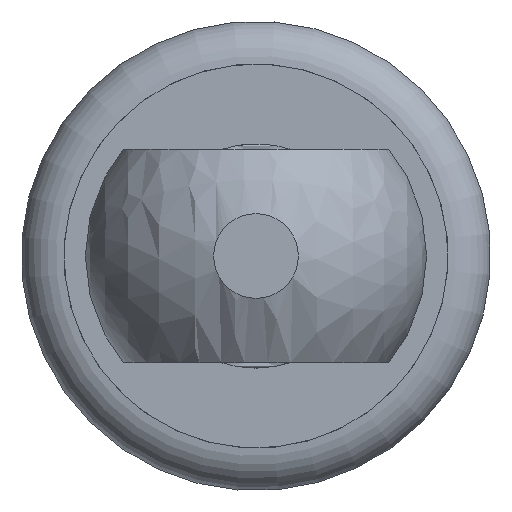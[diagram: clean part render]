
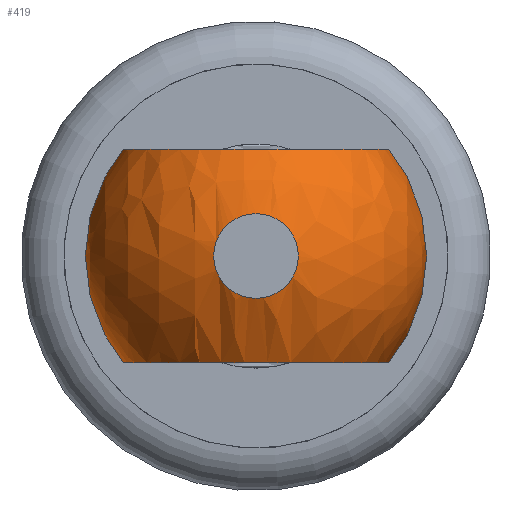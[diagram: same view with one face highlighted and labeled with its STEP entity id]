
A CAD part, left-side view. The second image highlights one B-rep face of the part: STEP entity #419.
In plain terms, the highlighted spherical face has radius 8 mm.
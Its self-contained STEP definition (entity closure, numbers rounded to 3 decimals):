
#31=SPHERICAL_SURFACE('',#495,8.);
#110=FACE_BOUND('',#204,.T.);
#111=FACE_BOUND('',#205,.T.);
#204=EDGE_LOOP('',(#373));
#205=EDGE_LOOP('',(#374,#375,#376,#377));
#234=CIRCLE('',#482,1.984);
#237=CIRCLE('',#488,5.25);
#238=CIRCLE('',#489,5.25);
#242=CIRCLE('',#496,6.245);
#243=CIRCLE('',#497,6.245);
#268=VERTEX_POINT('',#743);
#269=VERTEX_POINT('',#746);
#270=VERTEX_POINT('',#747);
#271=VERTEX_POINT('',#756);
#272=VERTEX_POINT('',#757);
#300=EDGE_CURVE('',#268,#268,#234,.T.);
#305=EDGE_CURVE('',#271,#270,#237,.T.);
#306=EDGE_CURVE('',#269,#272,#238,.T.);
#310=EDGE_CURVE('',#270,#269,#242,.T.);
#311=EDGE_CURVE('',#272,#271,#243,.T.);
#373=ORIENTED_EDGE('',*,*,#300,.T.);
#374=ORIENTED_EDGE('',*,*,#305,.T.);
#375=ORIENTED_EDGE('',*,*,#310,.T.);
#376=ORIENTED_EDGE('',*,*,#306,.T.);
#377=ORIENTED_EDGE('',*,*,#311,.T.);
#419=ADVANCED_FACE('',(#110,#111),#31,.T.);
#482=AXIS2_PLACEMENT_3D('',#744,#616,#617);
#488=AXIS2_PLACEMENT_3D('',#766,#628,#629);
#489=AXIS2_PLACEMENT_3D('',#767,#630,#631);
#495=AXIS2_PLACEMENT_3D('',#776,#642,#643);
#496=AXIS2_PLACEMENT_3D('',#777,#644,#645);
#497=AXIS2_PLACEMENT_3D('',#778,#646,#647);
#616=DIRECTION('center_axis',(0.,-1.,0.));
#617=DIRECTION('ref_axis',(0.,0.,1.));
#628=DIRECTION('center_axis',(0.,1.,0.));
#629=DIRECTION('ref_axis',(1.,0.,0.));
#630=DIRECTION('center_axis',(0.,1.,0.));
#631=DIRECTION('ref_axis',(1.,0.,0.));
#642=DIRECTION('center_axis',(0.,0.,1.));
#643=DIRECTION('ref_axis',(1.,0.,0.));
#644=DIRECTION('center_axis',(-1.,0.,0.));
#645=DIRECTION('ref_axis',(0.,0.,-1.));
#646=DIRECTION('center_axis',(1.,0.,0.));
#647=DIRECTION('ref_axis',(0.,0.,1.));
#743=CARTESIAN_POINT('',(0.,7.75,-1.984));
#744=CARTESIAN_POINT('Origin',(0.,7.75,0.));
#746=CARTESIAN_POINT('',(5.,-6.036,-1.601));
#747=CARTESIAN_POINT('',(5.,-6.036,1.601));
#756=CARTESIAN_POINT('',(-5.,-6.036,1.601));
#757=CARTESIAN_POINT('',(-5.,-6.036,-1.601));
#766=CARTESIAN_POINT('Origin',(0.,-6.036,0.));
#767=CARTESIAN_POINT('Origin',(0.,-6.036,0.));
#776=CARTESIAN_POINT('Origin',(0.,0.,0.));
#777=CARTESIAN_POINT('Origin',(5.,0.,0.));
#778=CARTESIAN_POINT('Origin',(-5.,0.,0.));
